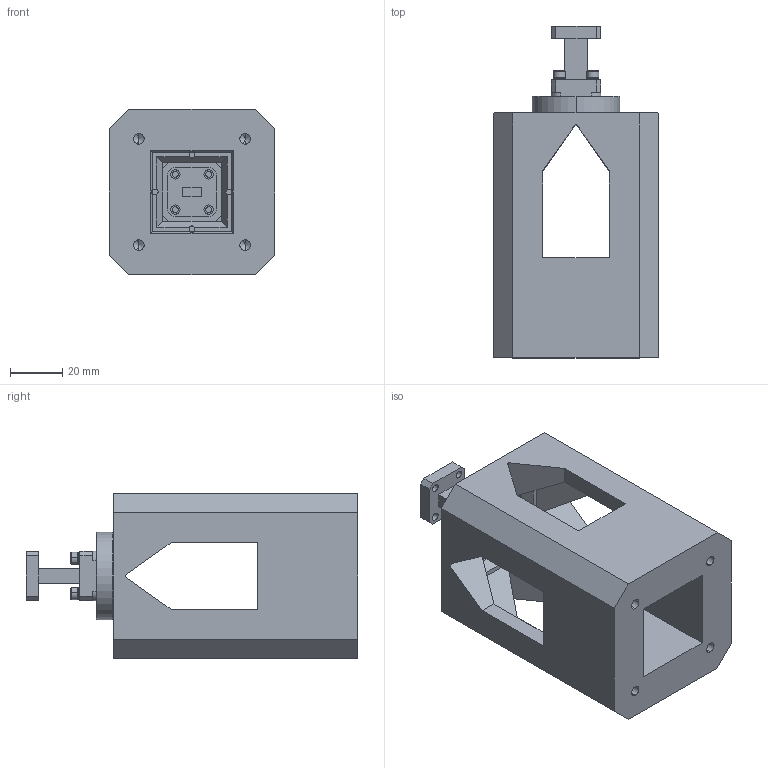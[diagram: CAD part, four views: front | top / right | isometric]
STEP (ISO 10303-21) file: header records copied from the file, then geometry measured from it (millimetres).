
FILE_DESCRIPTION (( 'STEP AP203' ), '1' );
FILE_NAME ('SAX-ME2500-28-S1-5.0.STEP', '2021-07-22T00:26:22', ( '' ), ( '' ), 'SwSTEP 2.0', 'SolidWorks 2021', '' );
FILE_SCHEMA (( 'CONFIG_CONTROL_DESIGN' ));
Length unit declared in the file: inch
Products named in the file (1): SAX-ME2500-28-S1-5.0
Bounding box: 63.5 x 127 x 63.5 mm (x, y, z)
Volume: 190270.8 mm3; surface area: 48110.3 mm2
Topology: 13 solids, 13 shells, 470 faces, 1030 edges, 628 vertices
Faces by surface type: plane 236, cylinder 134, cone 100
Entity records: 13031 total; most frequent: CARTESIAN_POINT 2483, DIRECTION 2272, ORIENTED_EDGE 2044, EDGE_CURVE 1022, AXIS2_PLACEMENT_3D 841, VERTEX_POINT 628, VECTOR 590, LINE 590
